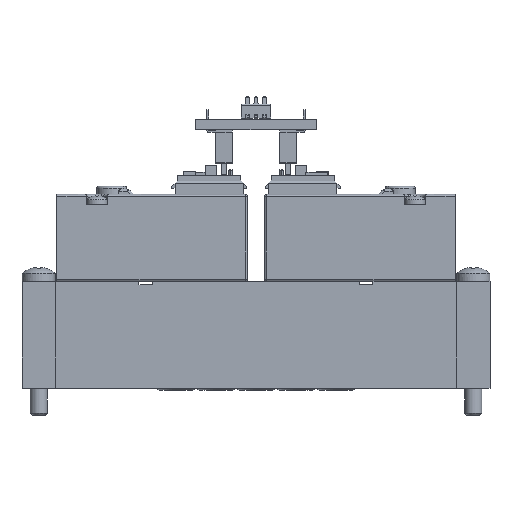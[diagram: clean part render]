
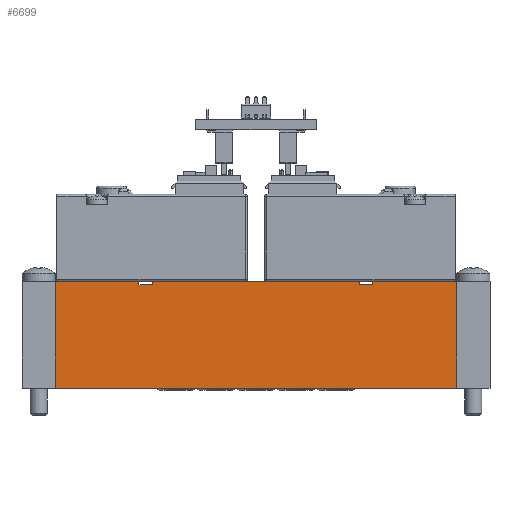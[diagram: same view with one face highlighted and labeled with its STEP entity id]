
A CAD part, top view. The second image highlights one B-rep face of the part: STEP entity #6699.
In plain terms, the highlighted planar face has unit normal (0, 0, 1).
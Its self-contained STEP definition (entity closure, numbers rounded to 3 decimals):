
#6699 = ADVANCED_FACE( '', ( #12707 ), #12708, .T. );
#12707 = FACE_OUTER_BOUND( '', #24318, .T. );
#12708 = PLANE( '', #24319 );
#24318 = EDGE_LOOP( '', ( #34580, #34581, #34582, #34583, #34584, #34585, #34586, #34587, #34588, #34589, #34590, #34591 ) );
#24319 = AXIS2_PLACEMENT_3D( '', #34592, #34593, #34594 );
#34580 = ORIENTED_EDGE( '', *, *, #41525, .T. );
#34581 = ORIENTED_EDGE( '', *, *, #41526, .T. );
#34582 = ORIENTED_EDGE( '', *, *, #41527, .F. );
#34583 = ORIENTED_EDGE( '', *, *, #41528, .F. );
#34584 = ORIENTED_EDGE( '', *, *, #41529, .T. );
#34585 = ORIENTED_EDGE( '', *, *, #41530, .T. );
#34586 = ORIENTED_EDGE( '', *, *, #41531, .T. );
#34587 = ORIENTED_EDGE( '', *, *, #41532, .T. );
#34588 = ORIENTED_EDGE( '', *, *, #41533, .T. );
#34589 = ORIENTED_EDGE( '', *, *, #41534, .T. );
#34590 = ORIENTED_EDGE( '', *, *, #41535, .F. );
#34591 = ORIENTED_EDGE( '', *, *, #41536, .F. );
#34592 = CARTESIAN_POINT( '', ( 0., 0., 5.25 ) );
#34593 = DIRECTION( '', ( 0., 0., 1. ) );
#34594 = DIRECTION( '', ( 1., 0., 0. ) );
#41525 = EDGE_CURVE( '', #52050, #52051, #52052, .T. );
#41526 = EDGE_CURVE( '', #52051, #52053, #52054, .T. );
#41527 = EDGE_CURVE( '', #52055, #52053, #52056, .T. );
#41528 = EDGE_CURVE( '', #52057, #52055, #52058, .T. );
#41529 = EDGE_CURVE( '', #52057, #52059, #52060, .T. );
#41530 = EDGE_CURVE( '', #52059, #52061, #52062, .T. );
#41531 = EDGE_CURVE( '', #52061, #52063, #52064, .T. );
#41532 = EDGE_CURVE( '', #52063, #52065, #52066, .T. );
#41533 = EDGE_CURVE( '', #52065, #52067, #52068, .T. );
#41534 = EDGE_CURVE( '', #52067, #52069, #52070, .T. );
#41535 = EDGE_CURVE( '', #52071, #52069, #52072, .T. );
#41536 = EDGE_CURVE( '', #52050, #52071, #52073, .T. );
#52050 = VERTEX_POINT( '', #61654 );
#52051 = VERTEX_POINT( '', #61655 );
#52052 = LINE( '', #61656, #61657 );
#52053 = VERTEX_POINT( '', #61658 );
#52054 = LINE( '', #61659, #61660 );
#52055 = VERTEX_POINT( '', #61661 );
#52056 = LINE( '', #61662, #61663 );
#52057 = VERTEX_POINT( '', #61664 );
#52058 = LINE( '', #61665, #61666 );
#52059 = VERTEX_POINT( '', #61667 );
#52060 = LINE( '', #61668, #61669 );
#52061 = VERTEX_POINT( '', #61670 );
#52062 = LINE( '', #61671, #61672 );
#52063 = VERTEX_POINT( '', #61673 );
#52064 = LINE( '', #61674, #61675 );
#52065 = VERTEX_POINT( '', #61676 );
#52066 = LINE( '', #61677, #61678 );
#52067 = VERTEX_POINT( '', #61679 );
#52068 = LINE( '', #61680, #61681 );
#52069 = VERTEX_POINT( '', #61682 );
#52070 = LINE( '', #61683, #61684 );
#52071 = VERTEX_POINT( '', #61685 );
#52072 = LINE( '', #61686, #61687 );
#52073 = LINE( '', #61688, #61689 );
#61654 = CARTESIAN_POINT( '', ( 15.5, 7.5, 5.25 ) );
#61655 = CARTESIAN_POINT( '', ( 15.5, 8., 5.25 ) );
#61656 = CARTESIAN_POINT( '', ( 15.5, 7.5, 5.25 ) );
#61657 = VECTOR( '', #64926, 1000. );
#61658 = CARTESIAN_POINT( '', ( -15.5, 8., 5.25 ) );
#61659 = CARTESIAN_POINT( '', ( 30., 8., 5.25 ) );
#61660 = VECTOR( '', #64927, 1000. );
#61661 = CARTESIAN_POINT( '', ( -15.5, 7.5, 5.25 ) );
#61662 = CARTESIAN_POINT( '', ( -15.5, 7.5, 5.25 ) );
#61663 = VECTOR( '', #64928, 1000. );
#61664 = CARTESIAN_POINT( '', ( -17.5, 7.5, 5.25 ) );
#61665 = CARTESIAN_POINT( '', ( -17.5, 7.5, 5.25 ) );
#61666 = VECTOR( '', #64929, 1000. );
#61667 = CARTESIAN_POINT( '', ( -17.5, 8., 5.25 ) );
#61668 = CARTESIAN_POINT( '', ( -17.5, 7.5, 5.25 ) );
#61669 = VECTOR( '', #64930, 1000. );
#61670 = CARTESIAN_POINT( '', ( -30., 8., 5.25 ) );
#61671 = CARTESIAN_POINT( '', ( 30., 8., 5.25 ) );
#61672 = VECTOR( '', #64931, 1000. );
#61673 = CARTESIAN_POINT( '', ( -30., -8., 5.25 ) );
#61674 = CARTESIAN_POINT( '', ( -30., 8., 5.25 ) );
#61675 = VECTOR( '', #64932, 1000. );
#61676 = CARTESIAN_POINT( '', ( 30., -8., 5.25 ) );
#61677 = CARTESIAN_POINT( '', ( -30., -8., 5.25 ) );
#61678 = VECTOR( '', #64933, 1000. );
#61679 = CARTESIAN_POINT( '', ( 30., 8., 5.25 ) );
#61680 = CARTESIAN_POINT( '', ( 30., -8., 5.25 ) );
#61681 = VECTOR( '', #64934, 1000. );
#61682 = CARTESIAN_POINT( '', ( 17.5, 8., 5.25 ) );
#61683 = CARTESIAN_POINT( '', ( 30., 8., 5.25 ) );
#61684 = VECTOR( '', #64935, 1000. );
#61685 = CARTESIAN_POINT( '', ( 17.5, 7.5, 5.25 ) );
#61686 = CARTESIAN_POINT( '', ( 17.5, 7.5, 5.25 ) );
#61687 = VECTOR( '', #64936, 1000. );
#61688 = CARTESIAN_POINT( '', ( 17.5, 7.5, 5.25 ) );
#61689 = VECTOR( '', #64937, 1000. );
#64926 = DIRECTION( '', ( 0., 1., 0. ) );
#64927 = DIRECTION( '', ( -1., 0., 0. ) );
#64928 = DIRECTION( '', ( 0., 1., 0. ) );
#64929 = DIRECTION( '', ( 1., 0., 0. ) );
#64930 = DIRECTION( '', ( 0., 1., 0. ) );
#64931 = DIRECTION( '', ( -1., 0., 0. ) );
#64932 = DIRECTION( '', ( 0., -1., 0. ) );
#64933 = DIRECTION( '', ( 1., 0., 0. ) );
#64934 = DIRECTION( '', ( 0., 1., 0. ) );
#64935 = DIRECTION( '', ( -1., 0., 0. ) );
#64936 = DIRECTION( '', ( 0., 1., 0. ) );
#64937 = DIRECTION( '', ( 1., 0., 0. ) );
